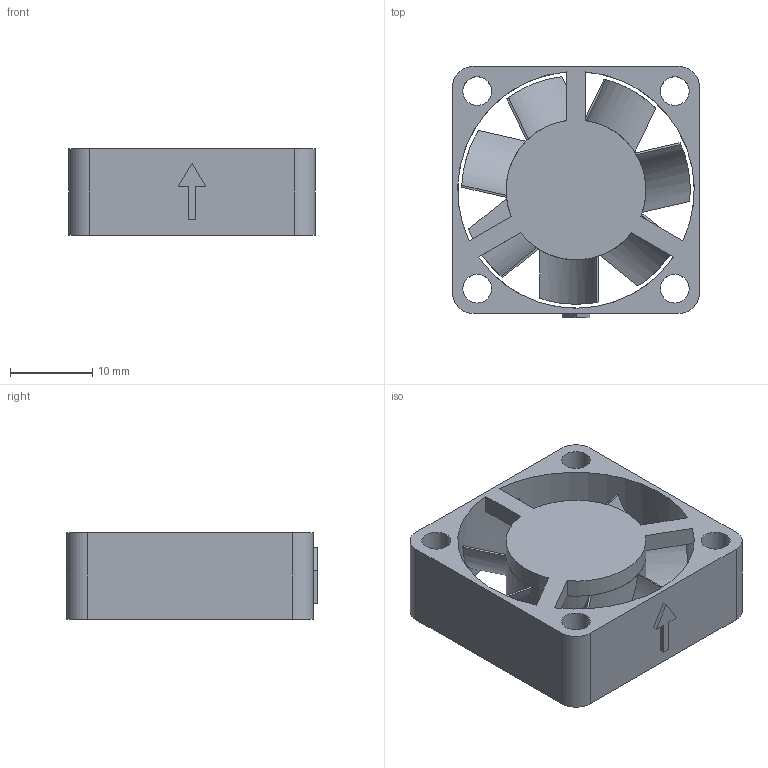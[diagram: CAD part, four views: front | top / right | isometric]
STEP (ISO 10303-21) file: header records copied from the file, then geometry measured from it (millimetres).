
FILE_DESCRIPTION( ( '' ), ' ' );
FILE_NAME( '56733729e4b0e545db4b6a25.step', '2015-12-17T22:28:57', ( '' ), ( '' ), ' ', ' ', ' ' );
FILE_SCHEMA( ( 'AUTOMOTIVE_DESIGN { 1 0 10303 214 1 1 1 1 }' ) );
Length unit declared in the file: metre
Products named in the file (2): Part 1; Part 2
Bounding box: 30 x 30.5 x 10.5 mm (x, y, z)
Volume: 4754.1 mm3; surface area: 5482 mm2
Topology: 2 solids, 2 shells, 72 faces, 193 edges, 124 vertices
Faces by surface type: plane 37, cylinder 35
Full cylindrical faces by diameter (mm): 3.5 x4, 17 x1, 28.75 x1
Entity records: 2642 total; most frequent: CARTESIAN_POINT 851, DIRECTION 365, ORIENTED_EDGE 364, EDGE_CURVE 182, AXIS2_PLACEMENT_3D 138, VERTEX_POINT 120, EDGE_LOOP 90, LINE 89
